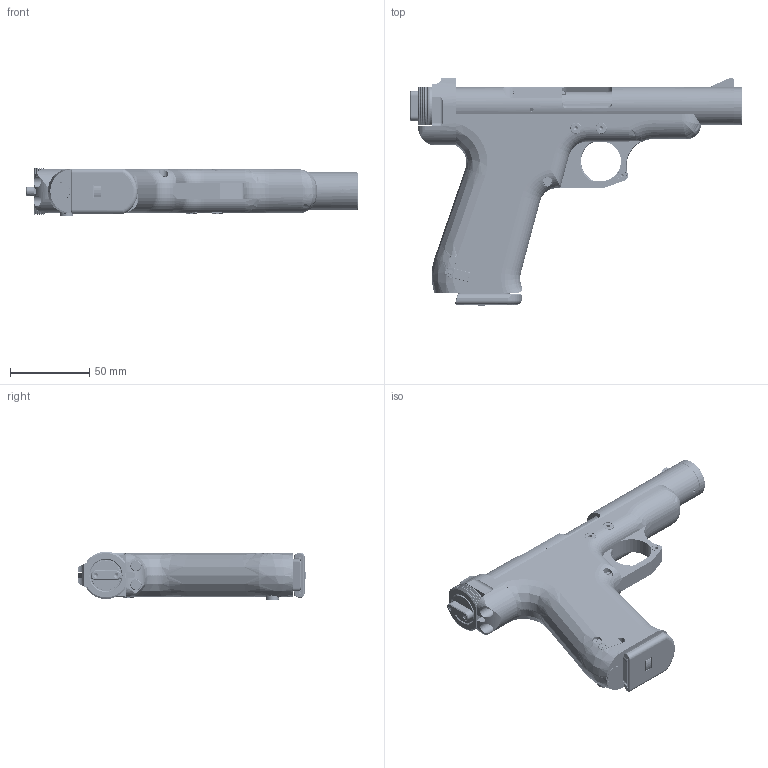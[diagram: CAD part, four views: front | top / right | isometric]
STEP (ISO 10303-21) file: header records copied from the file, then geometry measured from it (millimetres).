
FILE_DESCRIPTION(('FreeCAD Model'),'2;1');
FILE_NAME('Open CASCADE Shape Model','2025-05-08T08:37:26',('FreeCAD'),( 'FreeCAD'),'Open CASCADE STEP processor 7.6','FreeCAD','Unknown');
FILE_SCHEMA(('AUTOMOTIVE_DESIGN { 1 0 10303 214 1 1 1 1 }'));
Products named in the file (1): Open CASCADE STEP translator 7.6 1
Bounding box: 209.9 x 143.91 x 30.75 mm (x, y, z)
Volume: 199388.3 mm3; surface area: 154818.3 mm2
Topology: 68 solids, 68 shells, 3522 faces, 10219 edges, 6891 vertices
Faces by surface type: bspline 1270, plane 1221, cylinder 769, torus 102, cone 101, sphere 46, revolution 13
Full cylindrical faces by diameter (mm): 1.5 x2, 1.9 x1, 2 x19, 2.1 x2, 2.439 x2, 2.5 x7, 2.529 x6, 2.9 x1, 3 x30, 3.086 x4, 3.1 x7, 3.2 x4, 3.242 x2, 3.5 x3, 3.55 x6, 3.81 x1, 3.91 x6, 4 x16, 4.1 x9, 4.2 x1, 4.445 x2, 4.9 x1, 5 x1, 5.7 x1, 5.9 x1, 6 x3, 7 x4, 7.1 x4, 8 x1, 8.2 x2
Entity records: 185227 total; most frequent: CARTESIAN_POINT 104721, ORIENTED_EDGE 20326, DIRECTION 11333, EDGE_CURVE 10163, VERTEX_POINT 6885, B_SPLINE_CURVE_WITH_KNOTS 4562, AXIS2_PLACEMENT_3D 3889, FACE_BOUND 3788
